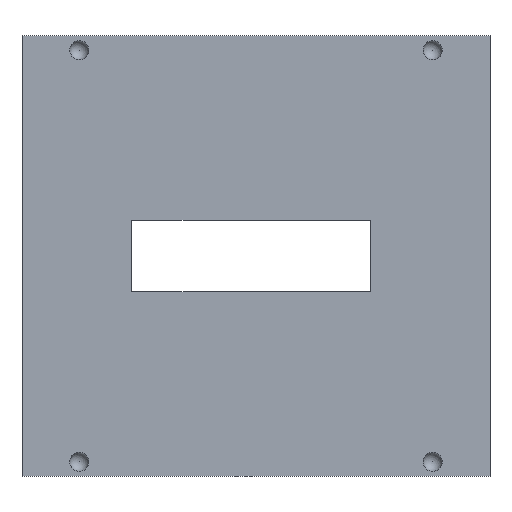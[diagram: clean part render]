
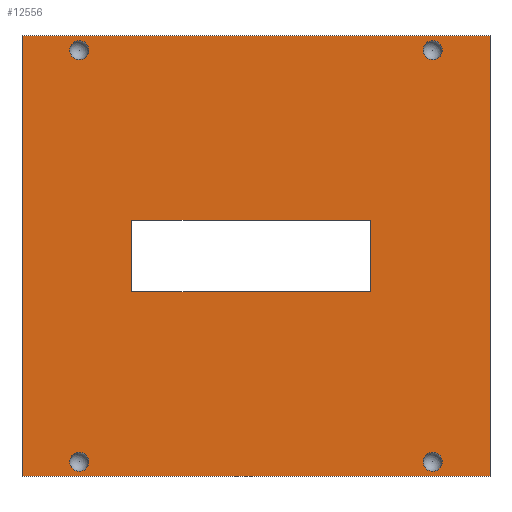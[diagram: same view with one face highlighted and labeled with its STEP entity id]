
A CAD part, front view. The second image highlights one B-rep face of the part: STEP entity #12556.
In plain terms, the highlighted planar face has unit normal (0, -1, 0).
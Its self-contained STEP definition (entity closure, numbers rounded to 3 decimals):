
#1272=FACE_BOUND('',#4577,.T.);
#1273=FACE_BOUND('',#4578,.T.);
#1274=FACE_BOUND('',#4579,.T.);
#1275=FACE_BOUND('',#4580,.T.);
#1276=FACE_BOUND('',#4581,.T.);
#1334=LINE('',#15340,#2451);
#1335=LINE('',#15342,#2452);
#1336=LINE('',#15344,#2453);
#1337=LINE('',#15345,#2454);
#1338=LINE('',#15348,#2455);
#1339=LINE('',#15350,#2456);
#1340=LINE('',#15352,#2457);
#1341=LINE('',#15353,#2458);
#2451=VECTOR('',#13619,10.);
#2452=VECTOR('',#13620,10.);
#2453=VECTOR('',#13621,10.);
#2454=VECTOR('',#13622,10.);
#2455=VECTOR('',#13623,10.);
#2456=VECTOR('',#13624,10.);
#2457=VECTOR('',#13625,10.);
#2458=VECTOR('',#13626,10.);
#3568=PLANE('',#13300);
#3863=FACE_OUTER_BOUND('',#4576,.T.);
#4576=EDGE_LOOP('',(#8638,#8639,#8640,#8641));
#4577=EDGE_LOOP('',(#8642));
#4578=EDGE_LOOP('',(#8643));
#4579=EDGE_LOOP('',(#8644));
#4580=EDGE_LOOP('',(#8645));
#4581=EDGE_LOOP('',(#8646,#8647,#8648,#8649));
#5347=CIRCLE('',#13289,2.);
#5349=CIRCLE('',#13292,2.);
#5351=CIRCLE('',#13295,2.);
#5353=CIRCLE('',#13298,2.);
#5355=VERTEX_POINT('',#15318);
#5357=VERTEX_POINT('',#15323);
#5359=VERTEX_POINT('',#15328);
#5361=VERTEX_POINT('',#15333);
#5363=VERTEX_POINT('',#15338);
#5364=VERTEX_POINT('',#15339);
#5365=VERTEX_POINT('',#15341);
#5366=VERTEX_POINT('',#15343);
#5367=VERTEX_POINT('',#15346);
#5368=VERTEX_POINT('',#15347);
#5369=VERTEX_POINT('',#15349);
#5370=VERTEX_POINT('',#15351);
#6665=EDGE_CURVE('',#5355,#5355,#5347,.T.);
#6667=EDGE_CURVE('',#5357,#5357,#5349,.T.);
#6669=EDGE_CURVE('',#5359,#5359,#5351,.T.);
#6671=EDGE_CURVE('',#5361,#5361,#5353,.T.);
#6673=EDGE_CURVE('',#5363,#5364,#1334,.T.);
#6674=EDGE_CURVE('',#5365,#5363,#1335,.T.);
#6675=EDGE_CURVE('',#5366,#5365,#1336,.T.);
#6676=EDGE_CURVE('',#5364,#5366,#1337,.T.);
#6677=EDGE_CURVE('',#5367,#5368,#1338,.T.);
#6678=EDGE_CURVE('',#5369,#5367,#1339,.T.);
#6679=EDGE_CURVE('',#5370,#5369,#1340,.T.);
#6680=EDGE_CURVE('',#5368,#5370,#1341,.T.);
#8638=ORIENTED_EDGE('',*,*,#6673,.F.);
#8639=ORIENTED_EDGE('',*,*,#6674,.F.);
#8640=ORIENTED_EDGE('',*,*,#6675,.F.);
#8641=ORIENTED_EDGE('',*,*,#6676,.F.);
#8642=ORIENTED_EDGE('',*,*,#6665,.T.);
#8643=ORIENTED_EDGE('',*,*,#6667,.T.);
#8644=ORIENTED_EDGE('',*,*,#6669,.T.);
#8645=ORIENTED_EDGE('',*,*,#6671,.T.);
#8646=ORIENTED_EDGE('',*,*,#6677,.F.);
#8647=ORIENTED_EDGE('',*,*,#6678,.F.);
#8648=ORIENTED_EDGE('',*,*,#6679,.F.);
#8649=ORIENTED_EDGE('',*,*,#6680,.F.);
#12556=ADVANCED_FACE('',(#3863,#1272,#1273,#1274,#1275,#1276),#3568,.F.);
#13289=AXIS2_PLACEMENT_3D('',#15319,#13595,#13596);
#13292=AXIS2_PLACEMENT_3D('',#15324,#13601,#13602);
#13295=AXIS2_PLACEMENT_3D('',#15329,#13607,#13608);
#13298=AXIS2_PLACEMENT_3D('',#15334,#13613,#13614);
#13300=AXIS2_PLACEMENT_3D('',#15337,#13617,#13618);
#13595=DIRECTION('center_axis',(0.,1.,0.));
#13596=DIRECTION('ref_axis',(0.,0.,1.));
#13601=DIRECTION('center_axis',(0.,1.,0.));
#13602=DIRECTION('ref_axis',(0.,0.,1.));
#13607=DIRECTION('center_axis',(0.,1.,0.));
#13608=DIRECTION('ref_axis',(0.,0.,1.));
#13613=DIRECTION('center_axis',(0.,1.,0.));
#13614=DIRECTION('ref_axis',(0.,0.,1.));
#13617=DIRECTION('center_axis',(0.,1.,0.));
#13618=DIRECTION('ref_axis',(0.,0.,-1.));
#13619=DIRECTION('',(-1.,0.,0.));
#13620=DIRECTION('',(0.,0.,-1.));
#13621=DIRECTION('',(1.,0.,0.));
#13622=DIRECTION('',(0.,0.,1.));
#13623=DIRECTION('',(0.,0.,1.));
#13624=DIRECTION('',(1.,0.,0.));
#13625=DIRECTION('',(0.,0.,-1.));
#13626=DIRECTION('',(-1.,0.,0.));
#15318=CARTESIAN_POINT('',(12.,-2.,-41.1));
#15319=CARTESIAN_POINT('Origin',(12.,-2.,-43.1));
#15323=CARTESIAN_POINT('',(86.,-2.,-41.1));
#15324=CARTESIAN_POINT('Origin',(86.,-2.,-43.1));
#15328=CARTESIAN_POINT('',(86.,-2.,45.1));
#15329=CARTESIAN_POINT('Origin',(86.,-2.,43.1));
#15333=CARTESIAN_POINT('',(12.,-2.,45.1));
#15334=CARTESIAN_POINT('Origin',(12.,-2.,43.1));
#15337=CARTESIAN_POINT('Origin',(98.,-2.,47.5));
#15338=CARTESIAN_POINT('',(98.,-2.,-46.1));
#15339=CARTESIAN_POINT('',(0.,-2.,-46.1));
#15340=CARTESIAN_POINT('',(49.,-2.,-46.1));
#15341=CARTESIAN_POINT('',(98.,-2.,46.1));
#15342=CARTESIAN_POINT('',(98.,-2.,23.75));
#15343=CARTESIAN_POINT('',(0.,-2.,46.1));
#15344=CARTESIAN_POINT('',(49.,-2.,46.1));
#15345=CARTESIAN_POINT('',(0.,-2.,23.75));
#15346=CARTESIAN_POINT('',(73.,-2.,-7.5));
#15347=CARTESIAN_POINT('',(73.,-2.,7.5));
#15348=CARTESIAN_POINT('',(73.,-2.,20.));
#15349=CARTESIAN_POINT('',(23.,-2.,-7.5));
#15350=CARTESIAN_POINT('',(60.5,-2.,-7.5));
#15351=CARTESIAN_POINT('',(23.,-2.,7.5));
#15352=CARTESIAN_POINT('',(23.,-2.,27.5));
#15353=CARTESIAN_POINT('',(85.5,-2.,7.5));
